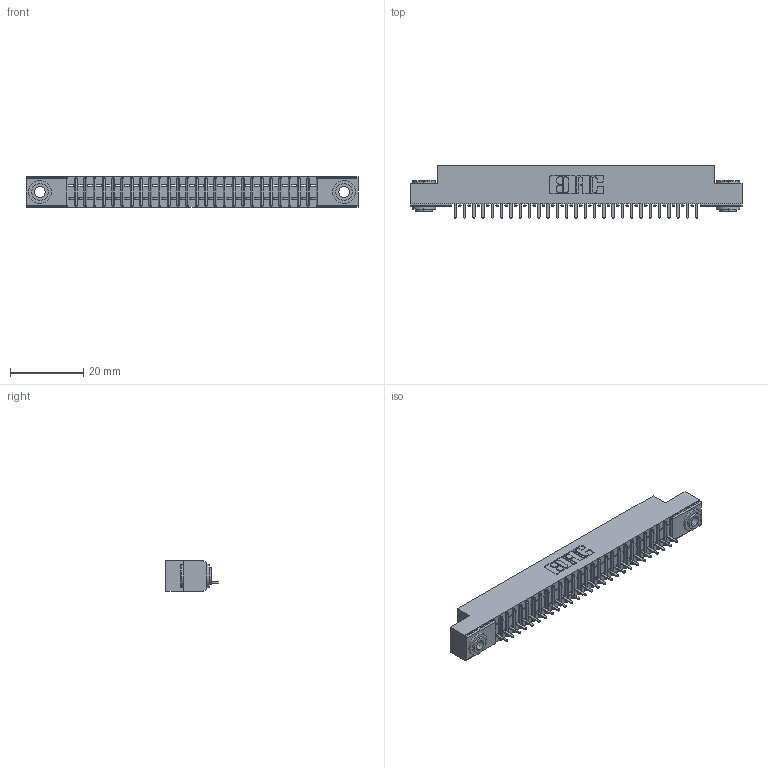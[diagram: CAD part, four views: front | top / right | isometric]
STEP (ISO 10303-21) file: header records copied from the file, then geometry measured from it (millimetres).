
FILE_DESCRIPTION (( 'STEP AP203' ), '1' );
FILE_NAME ('341-027-520-103.STEP', '2018-08-06T18:59:57', ( '' ), ( '' ), 'SwSTEP 2.0', 'SolidWorks 2016', '' );
FILE_SCHEMA (( 'CONFIG_CONTROL_DESIGN' ));
Length unit declared in the file: inch
Products named in the file (4): 341 Part_.156 (3.96) Dia Mounting Holes; 341-292-001_341-292-120; 345-250-002_345-250-002-102; 341-027-520-103
Assembly tree (30 placements, depth 2):
  341-027-520-103
    341 Part_.156 (3.96) Dia Mounting Holes
    341-292-001_341-292-120  x27
    345-250-002_345-250-002-102  x2
Bounding box: 90.81 x 14.27 x 8.38 mm (x, y, z)
Volume: 4965.1 mm3; surface area: 9582.1 mm2
Topology: 30 solids, 30 shells, 2382 faces, 6827 edges, 4382 vertices
Faces by surface type: plane 1469, cylinder 797, sphere 56, torus 52, cone 8
Entity records: 34875 total; most frequent: CARTESIAN_POINT 5895, ORIENTED_EDGE 5874, DIRECTION 5719, EDGE_CURVE 2937, VECTOR 2347, LINE 2347, VERTEX_POINT 1862, AXIS2_PLACEMENT_3D 1686
